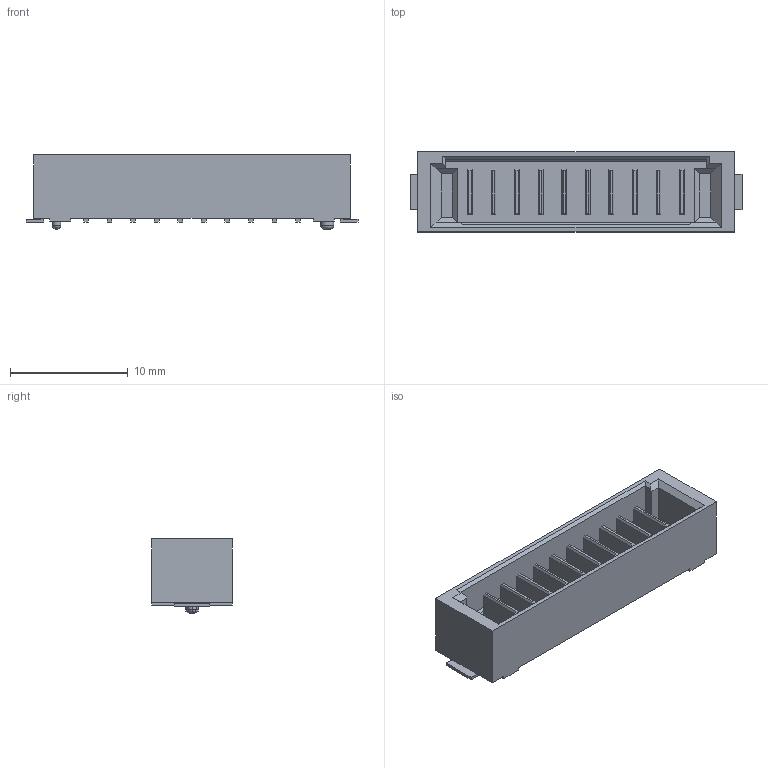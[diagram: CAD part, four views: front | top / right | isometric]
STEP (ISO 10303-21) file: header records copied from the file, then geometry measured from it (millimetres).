
FILE_DESCRIPTION((''),'2;1');
FILE_NAME('BERGSTAK_HYBRID_P2_10P','2021-03-25T',('LeiLQ'),('AFCI'),'CREO PARAMETRIC BY PTC INC, 2016130','CREO PARAMETRIC BY PTC INC, 2016130','');
FILE_SCHEMA(('AUTOMOTIVE_DESIGN { 1 0 10303 214 1 1 1 1 }'));
Length unit declared in the file: millimetre
Products named in the file (1): BERGSTAK_HYBRID_P2_10P
Bounding box: 28.2 x 6.8 x 6.3 mm (x, y, z)
Volume: 581 mm3; surface area: 1177.5 mm2
Topology: 1 solids, 1 shells, 213 faces, 498 edges, 312 vertices
Faces by surface type: plane 205, cylinder 4, bspline 4
Entity records: 7750 total; most frequent: CARTESIAN_POINT 1133, ORIENTED_EDGE 996, DIRECTION 932, PRESENTATION_STYLE_ASSIGNMENT 499, STYLED_ITEM 499, CURVE_STYLE 498, EDGE_CURVE 498, VECTOR 482
